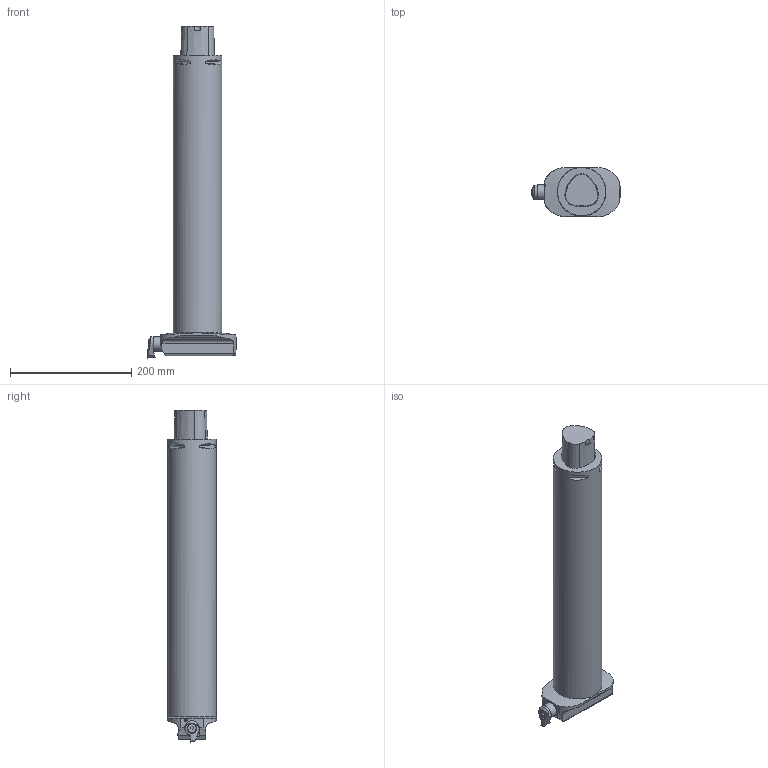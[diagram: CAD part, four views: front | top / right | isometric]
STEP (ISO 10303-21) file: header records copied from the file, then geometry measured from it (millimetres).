
FILE_DESCRIPTION(/* description */ (''),/* implementation_level */ '2;1');
FILE_NAME(/* name */ '1549455394839.stp',/* time_stamp */ '2019-02-06T13:16:52+01:00',/* author */ (''),/* organization */ ('SMS'),/* preprocessor_version */ 'ST-DEVELOPER v15',/* originating_system */ 'SIEMENS PLM Software NX 8.5',/* authorisation */ '');
FILE_SCHEMA (('AUTOMOTIVE_DESIGN { 1 0 10303 214 3 1 1 1 }'));
Length unit declared in the file: millimetre
Products named in the file (7): ASSEMBLY_CONSTRUCTION; IsoTurningInsert; 201964712mod000_00; 202041345mod000_00; 111169134mod000_01; 202062442mod000_00
Assembly tree (6 placements, depth 3):
  202062442mod000_00
    ASSEMBLY_CONSTRUCTION
    202041345mod000_00
    111169134mod000_01
      201964712mod000_00
      IsoTurningInsert
      ASSEMBLY_CONSTRUCTION
Bounding box: 148.28 x 81 x 548 mm (x, y, z)
Volume: 2657988.5 mm3; surface area: 155342.3 mm2
Topology: 3 solids, 4 shells, 415 faces, 1168 edges, 786 vertices
Faces by surface type: plane 301, cone 69, cylinder 37, torus 6, sphere 2
Full cylindrical faces by diameter (mm): 2.8 x2, 3.432 x1, 4 x1, 4.1 x1, 4.67 x1, 4.7 x1, 8 x1, 8.018 x1, 8.5 x1, 9.5 x1, 13.9 x1, 24 x1, 80 x1
Entity records: 13749 total; most frequent: CARTESIAN_POINT 3363, ORIENTED_EDGE 2234, DIRECTION 1902, EDGE_CURVE 1117, VERTEX_POINT 753, AXIS2_PLACEMENT_3D 648, LINE 606, VECTOR 606
